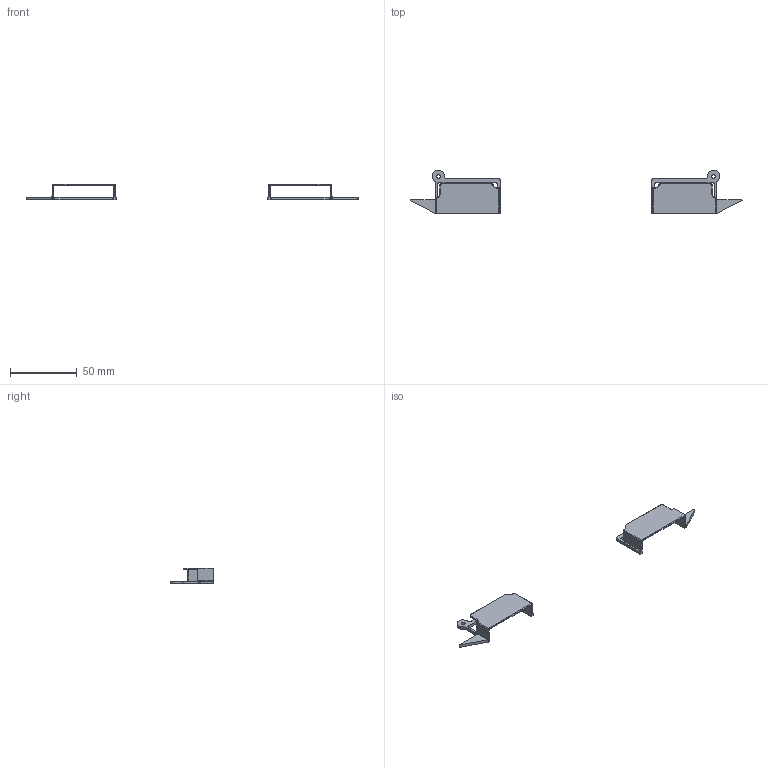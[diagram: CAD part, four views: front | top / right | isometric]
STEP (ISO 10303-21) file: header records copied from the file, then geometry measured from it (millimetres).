
FILE_DESCRIPTION(/* description */ (''),/* implementation_level */ '2;1');
FILE_NAME(/* name */ 'kai_simple_v3_battery_cover.step',/* time_stamp */ '2024-04-17T10:35:17+08:00',/* author */ (''),/* organization */ (''),/* preprocessor_version */ 'ST-DEVELOPER v20',/* originating_system */ 'Autodesk Translation Framework v12.20.1.177',/* authorisation */ '');
FILE_SCHEMA (('AUTOMOTIVE_DESIGN { 1 0 10303 214 3 1 1 }'));
Length unit declared in the file: millimetre
Products named in the file (1): kai_simple_v3
Bounding box: 249.32 x 32.72 x 12 mm (x, y, z)
Volume: 4346.4 mm3; surface area: 8054.6 mm2
Topology: 2 solids, 2 shells, 134 faces, 372 edges, 230 vertices
Faces by surface type: plane 76, cylinder 42, cone 16
Full cylindrical faces by diameter (mm): 2.7 x2
Entity records: 4235 total; most frequent: DIRECTION 734, CARTESIAN_POINT 729, ORIENTED_EDGE 728, EDGE_CURVE 364, LINE 264, VECTOR 264, AXIS2_PLACEMENT_3D 235, VERTEX_POINT 230
